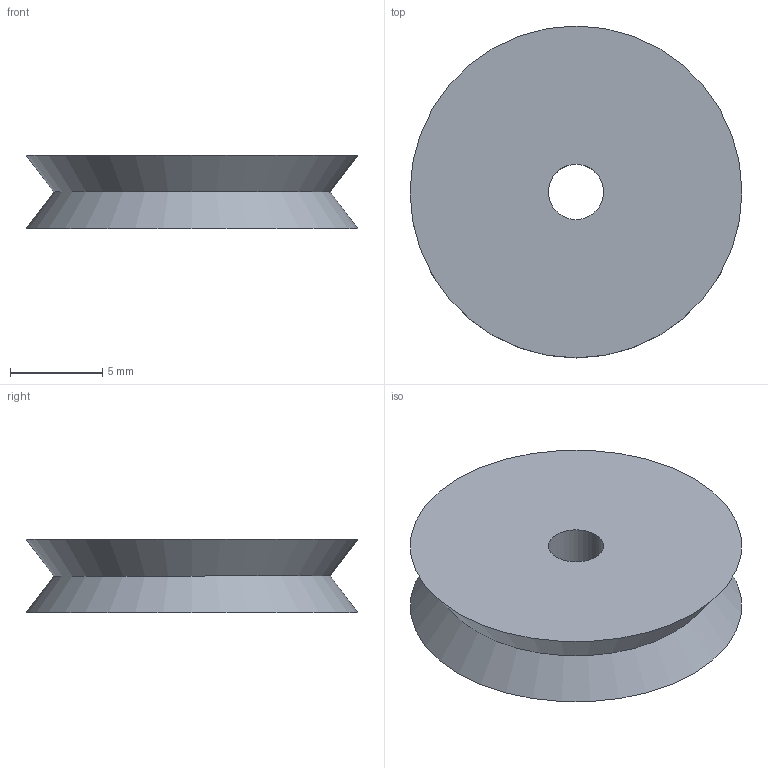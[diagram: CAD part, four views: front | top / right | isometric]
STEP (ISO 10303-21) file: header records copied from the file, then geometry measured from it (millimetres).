
FILE_DESCRIPTION(('FreeCAD Model'),'2;1');
FILE_NAME( 'roller1.step' ,'2019-07-09T17:43:25',('Author'),(''), 'Open CASCADE STEP processor 7.3','FreeCAD','Unknown');
FILE_SCHEMA(('AUTOMOTIVE_DESIGN { 1 0 10303 214 1 1 1 1 }'));
Length unit declared in the file: millimetre
Products named in the file (1): Body
Bounding box: 18 x 18 x 4 mm (x, y, z)
Volume: 829.4 mm3; surface area: 791.7 mm2
Topology: 1 solids, 1 shells, 5 faces, 8 edges, 5 vertices
Faces by surface type: plane 2, cone 2, cylinder 1
Full cylindrical faces by diameter (mm): 3 x1
Entity records: 236 total; most frequent: CARTESIAN_POINT 47, DIRECTION 29, ORIENTED_EDGE 16, PCURVE 16, DEFINITIONAL_REPRESENTATION 16, B_SPLINE_CURVE_WITH_KNOTS 12, AXIS2_PLACEMENT_3D 11, CIRCLE 9
